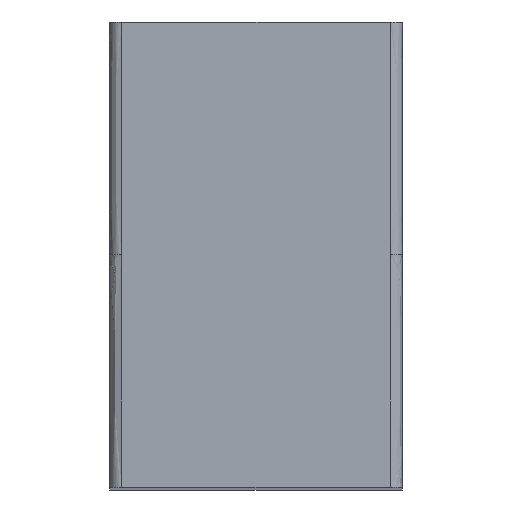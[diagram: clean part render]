
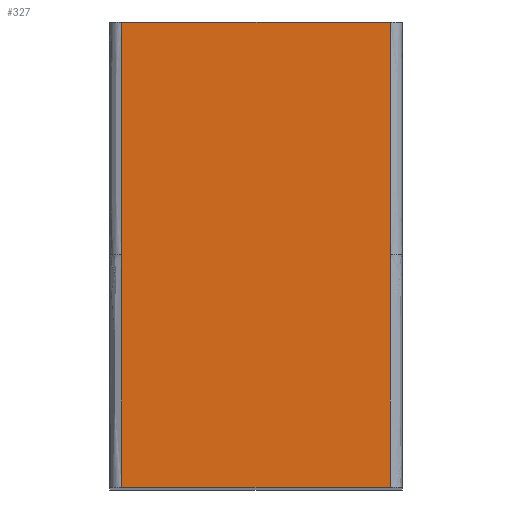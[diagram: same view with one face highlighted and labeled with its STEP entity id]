
A CAD part, top view. The second image highlights one B-rep face of the part: STEP entity #327.
In plain terms, the highlighted planar face has unit normal (0, 0, 1).
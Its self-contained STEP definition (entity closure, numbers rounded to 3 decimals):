
#90=CARTESIAN_POINT('Vertex',(38.,0.5,810.5)) ;
#93=CARTESIAN_POINT('Line Origine',(38.,-23.75,810.5)) ;
#97=CARTESIAN_POINT('Vertex',(38.,-48.,810.5)) ;
#137=CARTESIAN_POINT('Line Origine',(-18.,-23.75,810.5)) ;
#141=CARTESIAN_POINT('Vertex',(-18.,0.5,810.5)) ;
#143=CARTESIAN_POINT('Vertex',(-18.,-48.,810.5)) ;
#209=CARTESIAN_POINT('Line Origine',(-18.,-1.,810.5)) ;
#213=CARTESIAN_POINT('Vertex',(-18.,49.,810.5)) ;
#289=CARTESIAN_POINT('Vertex',(38.,49.,810.5)) ;
#292=CARTESIAN_POINT('Line Origine',(38.,-1.,810.5)) ;
#304=CARTESIAN_POINT('Axis2P3D Location',(38.,-51.,810.5)) ;
#309=CARTESIAN_POINT('Line Origine',(10.,49.,810.5)) ;
#314=CARTESIAN_POINT('Line Origine',(10.,-48.,810.5)) ;
#94=DIRECTION('Vector Direction',(0.,-1.,0.)) ;
#138=DIRECTION('Vector Direction',(0.,-1.,0.)) ;
#210=DIRECTION('Vector Direction',(0.,1.,0.)) ;
#293=DIRECTION('Vector Direction',(0.,1.,0.)) ;
#305=DIRECTION('Axis2P3D Direction',(0.,0.,-1.)) ;
#306=DIRECTION('Axis2P3D XDirection',(-1.,0.,0.)) ;
#310=DIRECTION('Vector Direction',(-1.,0.,0.)) ;
#315=DIRECTION('Vector Direction',(-1.,0.,0.)) ;
#307=AXIS2_PLACEMENT_3D('Plane Axis2P3D',#304,#305,#306) ;
#320=ORIENTED_EDGE('',*,*,#99,.F.) ;
#321=ORIENTED_EDGE('',*,*,#296,.T.) ;
#322=ORIENTED_EDGE('',*,*,#313,.T.) ;
#323=ORIENTED_EDGE('',*,*,#215,.F.) ;
#324=ORIENTED_EDGE('',*,*,#145,.T.) ;
#325=ORIENTED_EDGE('',*,*,#318,.F.) ;
#95=VECTOR('Line Direction',#94,1.) ;
#139=VECTOR('Line Direction',#138,1.) ;
#211=VECTOR('Line Direction',#210,1.) ;
#294=VECTOR('Line Direction',#293,1.) ;
#311=VECTOR('Line Direction',#310,1.) ;
#316=VECTOR('Line Direction',#315,1.) ;
#327=ADVANCED_FACE('MANIFOLD_SOLID_BREP #16099',(#326),#308,.F.) ;
#99=EDGE_CURVE('',#91,#98,#96,.T.) ;
#145=EDGE_CURVE('',#142,#144,#140,.T.) ;
#215=EDGE_CURVE('',#142,#214,#212,.T.) ;
#296=EDGE_CURVE('',#91,#290,#295,.T.) ;
#313=EDGE_CURVE('',#290,#214,#312,.T.) ;
#318=EDGE_CURVE('',#98,#144,#317,.T.) ;
#319=EDGE_LOOP('',(#320,#321,#322,#323,#324,#325)) ;
#326=FACE_OUTER_BOUND('',#319,.T.) ;
#96=LINE('Line',#93,#95) ;
#140=LINE('Line',#137,#139) ;
#212=LINE('Line',#209,#211) ;
#295=LINE('Line',#292,#294) ;
#312=LINE('Line',#309,#311) ;
#317=LINE('Line',#314,#316) ;
#308=PLANE('',#307) ;
#91=VERTEX_POINT('',#90) ;
#98=VERTEX_POINT('',#97) ;
#142=VERTEX_POINT('',#141) ;
#144=VERTEX_POINT('',#143) ;
#214=VERTEX_POINT('',#213) ;
#290=VERTEX_POINT('',#289) ;
